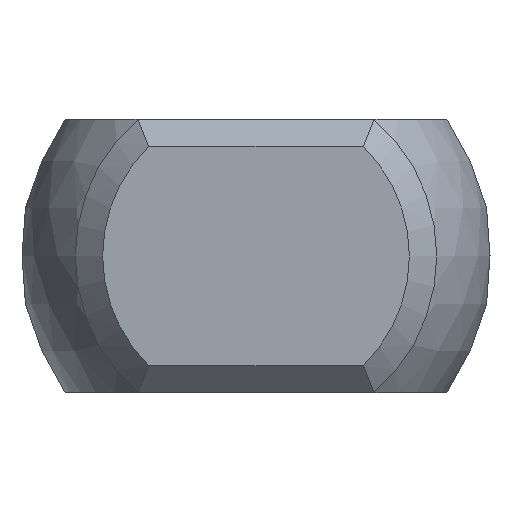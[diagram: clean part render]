
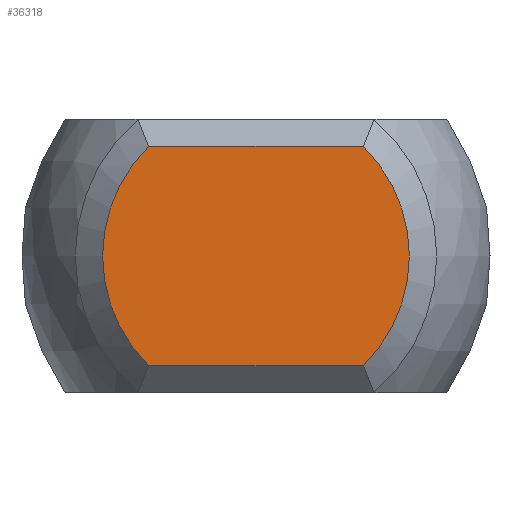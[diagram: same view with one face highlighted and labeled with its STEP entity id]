
A CAD part, left-side view. The second image highlights one B-rep face of the part: STEP entity #36318.
In plain terms, the highlighted planar face has unit normal (-1, 0, 0).
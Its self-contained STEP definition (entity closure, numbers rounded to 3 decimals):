
#33463 = PLANE('',#33464);
#33464 = AXIS2_PLACEMENT_3D('',#33465,#33466,#33467);
#33465 = CARTESIAN_POINT('',(-37.25,3.125,2.25));
#33466 = DIRECTION('',(0.707,0.,-0.707));
#33467 = DIRECTION('',(-0.707,0.,-0.707));
#35667 = EDGE_CURVE('',#35668,#35670,#35672,.T.);
#35668 = VERTEX_POINT('',#35669);
#35669 = CARTESIAN_POINT('',(-37.5,-1.96,-2.));
#35670 = VERTEX_POINT('',#35671);
#35671 = CARTESIAN_POINT('',(-37.5,-1.96,2.));
#35672 = SURFACE_CURVE('',#35673,(#35678,#35690),.PCURVE_S1.);
#35673 = CIRCLE('',#35674,2.8);
#35674 = AXIS2_PLACEMENT_3D('',#35675,#35676,#35677);
#35675 = CARTESIAN_POINT('',(-37.5,0.,0.));
#35676 = DIRECTION('',(-1.,0.,0.));
#35677 = DIRECTION('',(0.,-1.,0.));
#35678 = PCURVE('',#35679,#35684);
#35679 = CONICAL_SURFACE('',#35680,3.05,0.785);
#35680 = AXIS2_PLACEMENT_3D('',#35681,#35682,#35683);
#35681 = CARTESIAN_POINT('',(-37.25,0.,0.));
#35682 = DIRECTION('',(1.,0.,0.));
#35683 = DIRECTION('',(0.,-1.,0.));
#35684 = DEFINITIONAL_REPRESENTATION('',(#35685),#35689);
#35685 = LINE('',#35686,#35687);
#35686 = CARTESIAN_POINT('',(6.283,-0.25));
#35687 = VECTOR('',#35688,1.);
#35688 = DIRECTION('',(-1.,0.));
#35689 = ( GEOMETRIC_REPRESENTATION_CONTEXT(2) 
PARAMETRIC_REPRESENTATION_CONTEXT() REPRESENTATION_CONTEXT('2D SPACE',''
  ) );
#35690 = PCURVE('',#35691,#35696);
#35691 = PLANE('',#35692);
#35692 = AXIS2_PLACEMENT_3D('',#35693,#35694,#35695);
#35693 = CARTESIAN_POINT('',(-37.5,0.,0.));
#35694 = DIRECTION('',(1.,0.,0.));
#35695 = DIRECTION('',(0.,0.,-1.));
#35696 = DEFINITIONAL_REPRESENTATION('',(#35697),#35705);
#35697 = ( BOUNDED_CURVE() B_SPLINE_CURVE(2,(#35698,#35699,#35700,#35701
    ,#35702,#35703,#35704),.UNSPECIFIED.,.T.,.F.) 
B_SPLINE_CURVE_WITH_KNOTS((1,2,2,2,2,1),(-2.094,0.,
    2.094,4.189,6.283,8.378),
.UNSPECIFIED.) CURVE() GEOMETRIC_REPRESENTATION_ITEM() 
RATIONAL_B_SPLINE_CURVE((1.,0.5,1.,0.5,1.,0.5,1.)) REPRESENTATION_ITEM(
  '') );
#35698 = CARTESIAN_POINT('',(0.,-2.8));
#35699 = CARTESIAN_POINT('',(-4.85,-2.8));
#35700 = CARTESIAN_POINT('',(-2.425,1.4));
#35701 = CARTESIAN_POINT('',(0.,5.6));
#35702 = CARTESIAN_POINT('',(2.425,1.4));
#35703 = CARTESIAN_POINT('',(4.85,-2.8));
#35704 = CARTESIAN_POINT('',(0.,-2.8));
#35705 = ( GEOMETRIC_REPRESENTATION_CONTEXT(2) 
PARAMETRIC_REPRESENTATION_CONTEXT() REPRESENTATION_CONTEXT('2D SPACE',''
  ) );
#35723 = PLANE('',#35724);
#35724 = AXIS2_PLACEMENT_3D('',#35725,#35726,#35727);
#35725 = CARTESIAN_POINT('',(-37.25,-3.125,-2.25));
#35726 = DIRECTION('',(0.707,0.,0.707)
  );
#35727 = DIRECTION('',(0.707,0.,-0.707));
#35783 = EDGE_CURVE('',#35670,#35784,#35786,.T.);
#35784 = VERTEX_POINT('',#35785);
#35785 = CARTESIAN_POINT('',(-37.5,1.96,2.));
#35786 = SURFACE_CURVE('',#35787,(#35791,#35798),.PCURVE_S1.);
#35787 = LINE('',#35788,#35789);
#35788 = CARTESIAN_POINT('',(-37.5,3.125,2.));
#35789 = VECTOR('',#35790,1.);
#35790 = DIRECTION('',(0.,1.,0.));
#35791 = PCURVE('',#33463,#35792);
#35792 = DEFINITIONAL_REPRESENTATION('',(#35793),#35797);
#35793 = LINE('',#35794,#35795);
#35794 = CARTESIAN_POINT('',(0.354,0.));
#35795 = VECTOR('',#35796,1.);
#35796 = DIRECTION('',(0.,1.));
#35797 = ( GEOMETRIC_REPRESENTATION_CONTEXT(2) 
PARAMETRIC_REPRESENTATION_CONTEXT() REPRESENTATION_CONTEXT('2D SPACE',''
  ) );
#35798 = PCURVE('',#35691,#35799);
#35799 = DEFINITIONAL_REPRESENTATION('',(#35800),#35804);
#35800 = LINE('',#35801,#35802);
#35801 = CARTESIAN_POINT('',(-2.,3.125));
#35802 = VECTOR('',#35803,1.);
#35803 = DIRECTION('',(0.,1.));
#35804 = ( GEOMETRIC_REPRESENTATION_CONTEXT(2) 
PARAMETRIC_REPRESENTATION_CONTEXT() REPRESENTATION_CONTEXT('2D SPACE',''
  ) );
#35824 = CONICAL_SURFACE('',#35825,3.05,0.785);
#35825 = AXIS2_PLACEMENT_3D('',#35826,#35827,#35828);
#35826 = CARTESIAN_POINT('',(-37.25,0.,0.));
#35827 = DIRECTION('',(1.,0.,0.));
#35828 = DIRECTION('',(-0.,1.,0.));
#35838 = EDGE_CURVE('',#35784,#35839,#35841,.T.);
#35839 = VERTEX_POINT('',#35840);
#35840 = CARTESIAN_POINT('',(-37.5,1.96,-2.));
#35841 = SURFACE_CURVE('',#35842,(#35847,#35854),.PCURVE_S1.);
#35842 = CIRCLE('',#35843,2.8);
#35843 = AXIS2_PLACEMENT_3D('',#35844,#35845,#35846);
#35844 = CARTESIAN_POINT('',(-37.5,0.,0.));
#35845 = DIRECTION('',(-1.,0.,0.));
#35846 = DIRECTION('',(0.,1.,0.));
#35847 = PCURVE('',#35824,#35848);
#35848 = DEFINITIONAL_REPRESENTATION('',(#35849),#35853);
#35849 = LINE('',#35850,#35851);
#35850 = CARTESIAN_POINT('',(6.283,-0.25));
#35851 = VECTOR('',#35852,1.);
#35852 = DIRECTION('',(-1.,0.));
#35853 = ( GEOMETRIC_REPRESENTATION_CONTEXT(2) 
PARAMETRIC_REPRESENTATION_CONTEXT() REPRESENTATION_CONTEXT('2D SPACE',''
  ) );
#35854 = PCURVE('',#35691,#35855);
#35855 = DEFINITIONAL_REPRESENTATION('',(#35856),#35864);
#35856 = ( BOUNDED_CURVE() B_SPLINE_CURVE(2,(#35857,#35858,#35859,#35860
    ,#35861,#35862,#35863),.UNSPECIFIED.,.T.,.F.) 
B_SPLINE_CURVE_WITH_KNOTS((1,2,2,2,2,1),(-2.094,0.,
    2.094,4.189,6.283,8.378),
.UNSPECIFIED.) CURVE() GEOMETRIC_REPRESENTATION_ITEM() 
RATIONAL_B_SPLINE_CURVE((1.,0.5,1.,0.5,1.,0.5,1.)) REPRESENTATION_ITEM(
  '') );
#35857 = CARTESIAN_POINT('',(0.,2.8));
#35858 = CARTESIAN_POINT('',(4.85,2.8));
#35859 = CARTESIAN_POINT('',(2.425,-1.4));
#35860 = CARTESIAN_POINT('',(0.,-5.6));
#35861 = CARTESIAN_POINT('',(-2.425,-1.4));
#35862 = CARTESIAN_POINT('',(-4.85,2.8));
#35863 = CARTESIAN_POINT('',(0.,2.8));
#35864 = ( GEOMETRIC_REPRESENTATION_CONTEXT(2) 
PARAMETRIC_REPRESENTATION_CONTEXT() REPRESENTATION_CONTEXT('2D SPACE',''
  ) );
#35938 = EDGE_CURVE('',#35839,#35668,#35939,.T.);
#35939 = SURFACE_CURVE('',#35940,(#35944,#35951),.PCURVE_S1.);
#35940 = LINE('',#35941,#35942);
#35941 = CARTESIAN_POINT('',(-37.5,-3.125,-2.));
#35942 = VECTOR('',#35943,1.);
#35943 = DIRECTION('',(0.,-1.,0.));
#35944 = PCURVE('',#35723,#35945);
#35945 = DEFINITIONAL_REPRESENTATION('',(#35946),#35950);
#35946 = LINE('',#35947,#35948);
#35947 = CARTESIAN_POINT('',(-0.354,0.));
#35948 = VECTOR('',#35949,1.);
#35949 = DIRECTION('',(0.,-1.));
#35950 = ( GEOMETRIC_REPRESENTATION_CONTEXT(2) 
PARAMETRIC_REPRESENTATION_CONTEXT() REPRESENTATION_CONTEXT('2D SPACE',''
  ) );
#35951 = PCURVE('',#35691,#35952);
#35952 = DEFINITIONAL_REPRESENTATION('',(#35953),#35957);
#35953 = LINE('',#35954,#35955);
#35954 = CARTESIAN_POINT('',(2.,-3.125));
#35955 = VECTOR('',#35956,1.);
#35956 = DIRECTION('',(0.,-1.));
#35957 = ( GEOMETRIC_REPRESENTATION_CONTEXT(2) 
PARAMETRIC_REPRESENTATION_CONTEXT() REPRESENTATION_CONTEXT('2D SPACE',''
  ) );
#36318 = ADVANCED_FACE('',(#36319),#35691,.F.);
#36319 = FACE_BOUND('',#36320,.T.);
#36320 = EDGE_LOOP('',(#36321,#36322,#36323,#36324));
#36321 = ORIENTED_EDGE('',*,*,#35667,.T.);
#36322 = ORIENTED_EDGE('',*,*,#35783,.T.);
#36323 = ORIENTED_EDGE('',*,*,#35838,.T.);
#36324 = ORIENTED_EDGE('',*,*,#35938,.T.);
